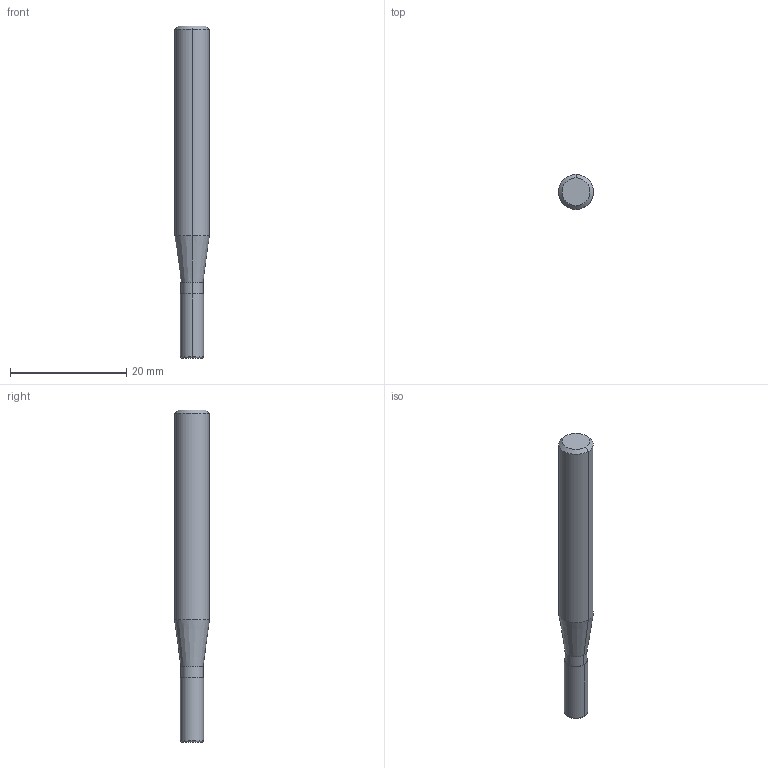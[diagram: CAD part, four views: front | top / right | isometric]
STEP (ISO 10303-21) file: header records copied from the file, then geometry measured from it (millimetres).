
FILE_DESCRIPTION((''),'2;1');
FILE_NAME('607512779-000-00-E43','2021-02-16T13:59:20',('SteckerB'),(''),'CREO PARAMETRIC BY PTC INC, 2019030','CREO PARAMETRIC BY PTC INC, 2019030','');
FILE_SCHEMA(('AP242_MANAGED_MODEL_BASED_3D_ENGINEERING_MIM_LF { 1 0 10303 442 1 1 4 }'));
Length unit declared in the file: millimetre
Products named in the file (1): 607512779-000-00-E43
Bounding box: 6 x 6 x 57 mm (x, y, z)
Volume: 1328.9 mm3; surface area: 998.9 mm2
Topology: 1 solids, 1 shells, 15 faces, 393 edges, 725 vertices
Faces by surface type: cylinder 6, cone 4, plane 3, torus 2
Entity records: 2805 total; most frequent: CARTESIAN_POINT 1270, B_SPLINE_CURVE_WITH_KNOTS 252, DIRECTION 234, TRIMMED_CURVE 113, VECTOR 86, LINE 86, AXIS2_PLACEMENT_3D 74, PRESENTATION_STYLE_ASSIGNMENT 63
